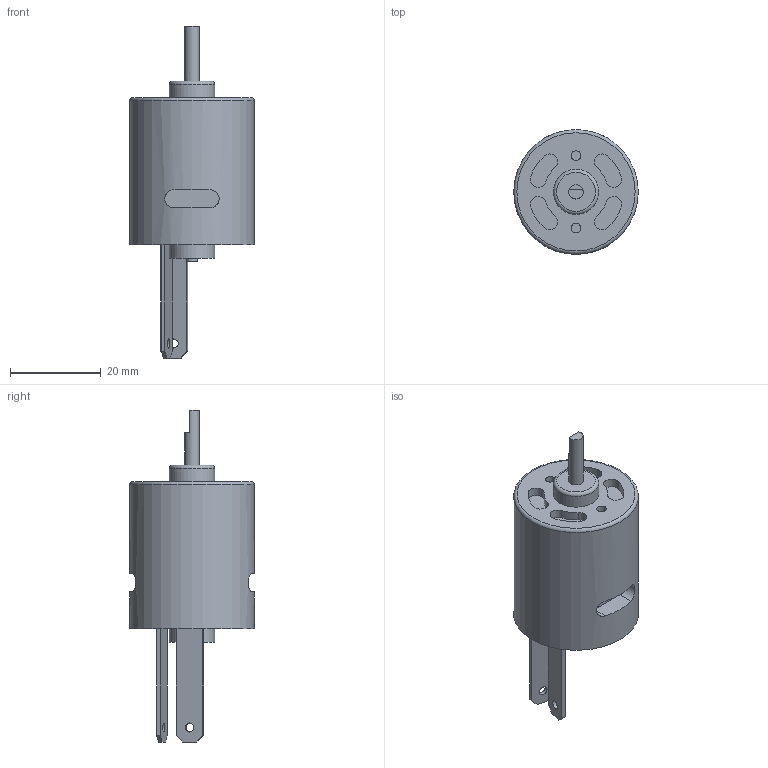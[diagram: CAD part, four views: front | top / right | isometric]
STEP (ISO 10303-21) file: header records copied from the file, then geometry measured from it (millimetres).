
FILE_DESCRIPTION( ( 'Unknown' ), '1' );
FILE_NAME( 'M_5-BB Series.stp', 'Unknown', ( 'Unknown' ), ( 'Unknown' ), 'PSStep 17.0.49', 'Unknown', ' ' );
FILE_SCHEMA( ( 'AUTOMOTIVE_DESIGN { 1 0 10303 214 1 1 1 1 }' ) );
Length unit declared in the file: millimetre
Products named in the file (1): 1
Bounding box: 27.5 x 27.5 x 73.3 mm (x, y, z)
Volume: 19575.2 mm3; surface area: 5357 mm2
Topology: 1 solids, 1 shells, 65 faces, 145 edges, 96 vertices
Faces by surface type: plane 34, cylinder 29, torus 2
Full cylindrical faces by diameter (mm): 2 x2, 2.113 x2, 2.3 x1, 3.17 x1, 10 x2, 27.5 x1
Entity records: 2420 total; most frequent: CARTESIAN_POINT 418, DIRECTION 322, ORIENTED_EDGE 266, EDGE_CURVE 133, AXIS2_PLACEMENT_3D 127, VERTEX_POINT 95, EDGE_LOOP 94, FACE_OUTER_BOUND 76
